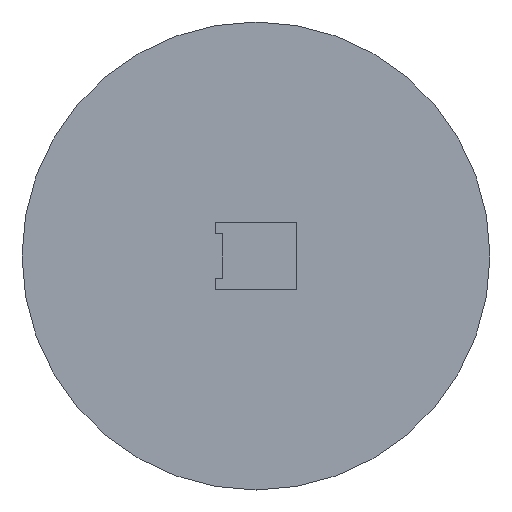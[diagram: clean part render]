
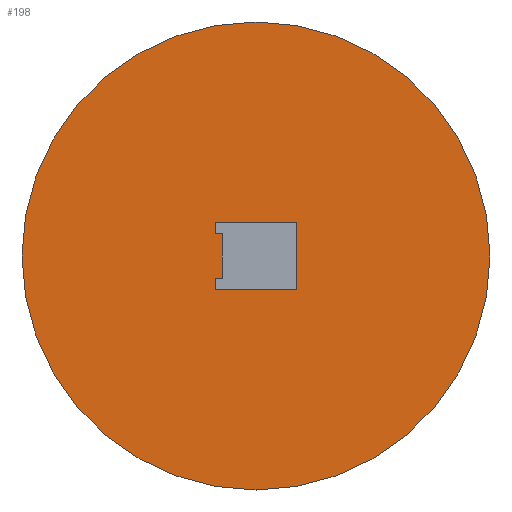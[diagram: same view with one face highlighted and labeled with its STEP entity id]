
A CAD part, front view. The second image highlights one B-rep face of the part: STEP entity #198.
In plain terms, the highlighted planar face has unit normal (0, -1, 0).
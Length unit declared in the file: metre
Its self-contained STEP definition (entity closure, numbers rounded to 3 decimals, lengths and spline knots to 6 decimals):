
#13=LINE('',#295,#37);
#14=LINE('',#298,#38);
#15=LINE('',#300,#39);
#16=LINE('',#302,#40);
#17=LINE('',#304,#41);
#18=LINE('',#306,#42);
#19=LINE('',#308,#43);
#20=LINE('',#310,#44);
#37=VECTOR('',#243,1.);
#38=VECTOR('',#244,1.);
#39=VECTOR('',#245,1.);
#40=VECTOR('',#246,1.);
#41=VECTOR('',#247,1.);
#42=VECTOR('',#248,1.);
#43=VECTOR('',#249,1.);
#44=VECTOR('',#250,1.);
#61=ORIENTED_EDGE('',*,*,#113,.F.);
#62=ORIENTED_EDGE('',*,*,#114,.T.);
#63=ORIENTED_EDGE('',*,*,#115,.T.);
#64=ORIENTED_EDGE('',*,*,#116,.F.);
#65=ORIENTED_EDGE('',*,*,#117,.F.);
#66=ORIENTED_EDGE('',*,*,#118,.T.);
#67=ORIENTED_EDGE('',*,*,#119,.T.);
#68=ORIENTED_EDGE('',*,*,#120,.T.);
#69=ORIENTED_EDGE('',*,*,#121,.F.);
#113=EDGE_CURVE('',#139,#139,#157,.T.);
#114=EDGE_CURVE('',#140,#141,#13,.T.);
#115=EDGE_CURVE('',#141,#142,#14,.T.);
#116=EDGE_CURVE('',#143,#142,#15,.T.);
#117=EDGE_CURVE('',#144,#143,#16,.T.);
#118=EDGE_CURVE('',#144,#145,#17,.T.);
#119=EDGE_CURVE('',#145,#146,#18,.T.);
#120=EDGE_CURVE('',#146,#147,#19,.T.);
#121=EDGE_CURVE('',#140,#147,#20,.T.);
#139=VERTEX_POINT('',#294);
#140=VERTEX_POINT('',#296);
#141=VERTEX_POINT('',#297);
#142=VERTEX_POINT('',#299);
#143=VERTEX_POINT('',#301);
#144=VERTEX_POINT('',#303);
#145=VERTEX_POINT('',#305);
#146=VERTEX_POINT('',#307);
#147=VERTEX_POINT('',#309);
#157=CIRCLE('',#224,0.01);
#159=EDGE_LOOP('',(#61));
#160=EDGE_LOOP('',(#62,#63,#64,#65,#66,#67,#68,#69));
#173=FACE_BOUND('',#159,.T.);
#174=FACE_BOUND('',#160,.T.);
#187=PLANE('',#223);
#198=ADVANCED_FACE('',(#173,#174),#187,.F.);
#223=AXIS2_PLACEMENT_3D('',#292,#239,#240);
#224=AXIS2_PLACEMENT_3D('',#293,#241,#242);
#239=DIRECTION('',(0.,1.,0.));
#240=DIRECTION('',(1.,0.,0.));
#241=DIRECTION('',(0.,1.,0.));
#242=DIRECTION('',(0.,0.,1.));
#243=DIRECTION('',(0.,0.,1.));
#244=DIRECTION('',(1.,0.,0.));
#245=DIRECTION('',(0.,0.,1.));
#246=DIRECTION('',(1.,0.,0.));
#247=DIRECTION('',(0.,0.,1.));
#248=DIRECTION('',(1.,0.,0.));
#249=DIRECTION('',(0.,0.,1.));
#250=DIRECTION('',(1.,0.,0.));
#292=CARTESIAN_POINT('',(0.045139,0.00725,-0.008444));
#293=CARTESIAN_POINT('',(0.045139,0.00725,-0.008444));
#294=CARTESIAN_POINT('',(0.045139,0.00725,0.001556));
#295=CARTESIAN_POINT('',(0.043389,0.00725,-0.008444));
#296=CARTESIAN_POINT('',(0.043389,0.00725,-0.007494));
#297=CARTESIAN_POINT('',(0.043389,0.00725,-0.006994));
#298=CARTESIAN_POINT('',(0.045139,0.00725,-0.006994));
#299=CARTESIAN_POINT('',(0.046889,0.00725,-0.006994));
#300=CARTESIAN_POINT('',(0.046889,0.00725,-0.007359));
#301=CARTESIAN_POINT('',(0.046889,0.00725,-0.009894));
#302=CARTESIAN_POINT('',(0.045139,0.00725,-0.009894));
#303=CARTESIAN_POINT('',(0.043389,0.00725,-0.009894));
#304=CARTESIAN_POINT('',(0.043389,0.00725,-0.008444));
#305=CARTESIAN_POINT('',(0.043389,0.00725,-0.009394));
#306=CARTESIAN_POINT('',(0.043539,0.00725,-0.009394));
#307=CARTESIAN_POINT('',(0.043689,0.00725,-0.009394));
#308=CARTESIAN_POINT('',(0.043689,0.00725,-0.008444));
#309=CARTESIAN_POINT('',(0.043689,0.00725,-0.007494));
#310=CARTESIAN_POINT('',(0.043539,0.00725,-0.007494));
